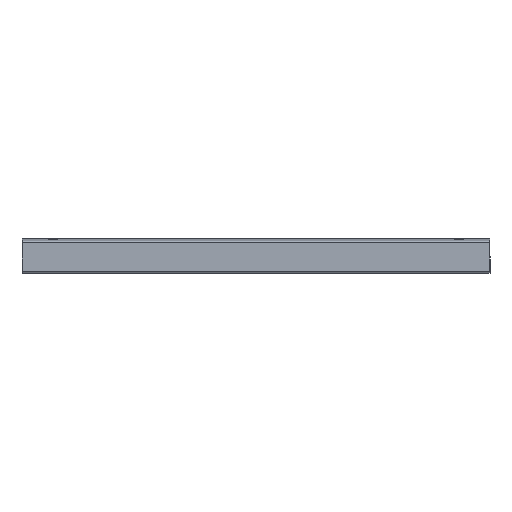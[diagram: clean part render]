
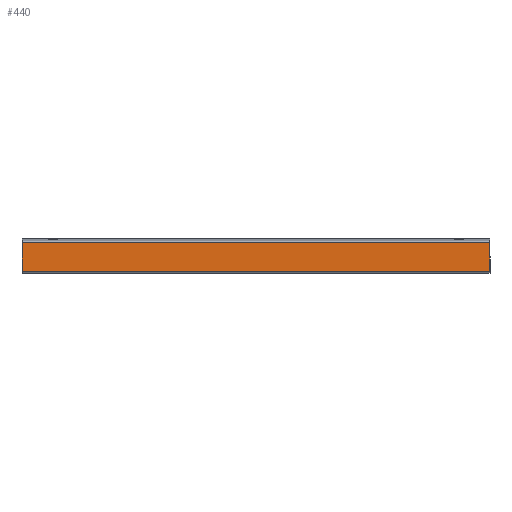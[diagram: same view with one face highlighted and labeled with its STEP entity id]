
A CAD part, top view. The second image highlights one B-rep face of the part: STEP entity #440.
In plain terms, the highlighted planar face has unit normal (0, 0, 1).
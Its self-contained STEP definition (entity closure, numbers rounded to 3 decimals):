
#8 = ORIENTED_EDGE ( 'NONE', *, *, #706, .T. ) ;
#74 = VECTOR ( 'NONE', #979, 1000. ) ;
#75 = LINE ( 'NONE', #1055, #74 ) ;
#77 = LINE ( 'NONE', #994, #200 ) ;
#117 = EDGE_LOOP ( 'NONE', ( #281, #263, #325, #8 ) ) ;
#173 = LINE ( 'NONE', #915, #178 ) ;
#178 = VECTOR ( 'NONE', #910, 1000. ) ;
#200 = VECTOR ( 'NONE', #993, 1000. ) ;
#202 = VECTOR ( 'NONE', #991, 1000. ) ;
#203 = LINE ( 'NONE', #990, #202 ) ;
#263 = ORIENTED_EDGE ( 'NONE', *, *, #677, .T. ) ;
#281 = ORIENTED_EDGE ( 'NONE', *, *, #722, .T. ) ;
#325 = ORIENTED_EDGE ( 'NONE', *, *, #719, .T. ) ;
#337 = FACE_OUTER_BOUND ( 'NONE', #117, .T. ) ;
#440 = ADVANCED_FACE ( 'NONE', ( #337 ), #526, .T. ) ;
#516 = VERTEX_POINT ( 'NONE', #742 ) ;
#526 = PLANE ( 'NONE',  #593 ) ;
#527 = DIRECTION ( 'NONE',  ( 1., 0., 0. ) ) ;
#540 = VERTEX_POINT ( 'NONE', #1053 ) ;
#550 = VERTEX_POINT ( 'NONE', #1057 ) ;
#555 = VERTEX_POINT ( 'NONE', #761 ) ;
#561 = CARTESIAN_POINT ( 'NONE',  ( -212.5, -13.5, 1.5 ) ) ;
#564 = DIRECTION ( 'NONE',  ( 0., 0., 1. ) ) ;
#593 = AXIS2_PLACEMENT_3D ( 'NONE', #561, #564, #527 ) ;
#677 = EDGE_CURVE ( 'NONE', #555, #550, #173, .T. ) ;
#706 = EDGE_CURVE ( 'NONE', #540, #516, #75, .T. ) ;
#719 = EDGE_CURVE ( 'NONE', #550, #540, #77, .T. ) ;
#722 = EDGE_CURVE ( 'NONE', #516, #555, #203, .T. ) ;
#742 = CARTESIAN_POINT ( 'NONE',  ( 212.5, -12.947, 1.5 ) ) ;
#761 = CARTESIAN_POINT ( 'NONE',  ( 212.5, 13.048, 1.5 ) ) ;
#910 = DIRECTION ( 'NONE',  ( -1., 0., 0. ) ) ;
#915 = CARTESIAN_POINT ( 'NONE',  ( 212.5, 13.048, 1.5 ) ) ;
#979 = DIRECTION ( 'NONE',  ( 1., 0., 0. ) ) ;
#990 = CARTESIAN_POINT ( 'NONE',  ( 212.5, 13.5, 1.5 ) ) ;
#991 = DIRECTION ( 'NONE',  ( 0., 1., 0. ) ) ;
#993 = DIRECTION ( 'NONE',  ( 0., -1., 0. ) ) ;
#994 = CARTESIAN_POINT ( 'NONE',  ( -212.5, 13.5, 1.5 ) ) ;
#1053 = CARTESIAN_POINT ( 'NONE',  ( -212.5, -12.947, 1.5 ) ) ;
#1055 = CARTESIAN_POINT ( 'NONE',  ( -212.5, -12.947, 1.5 ) ) ;
#1057 = CARTESIAN_POINT ( 'NONE',  ( -212.5, 13.048, 1.5 ) ) ;
